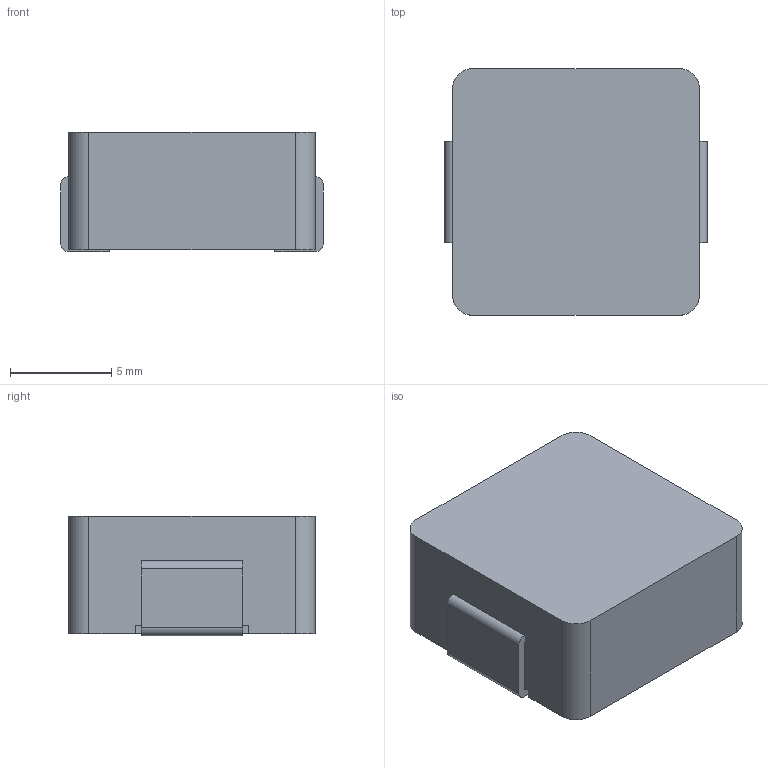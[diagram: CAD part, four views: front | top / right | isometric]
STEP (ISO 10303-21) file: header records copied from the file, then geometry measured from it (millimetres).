
FILE_DESCRIPTION (( 'STEP AP214' ), '1' );
FILE_NAME ('User Library-MWSA1206S.STEP', '2022-09-26T11:05:25', ( '' ), ( '' ), 'SwSTEP 2.0', 'SolidWorks 2022', '' );
FILE_SCHEMA (( 'AUTOMOTIVE_DESIGN' ));
Length unit declared in the file: millimetre
Products named in the file (3): MWSA1206S-PIN; User Library-MWSA1206S; MWSA1206S-HOUSE
Assembly tree (2 placements, depth 2):
  User Library-MWSA1206S
    MWSA1206S-HOUSE
    MWSA1206S-PIN
Bounding box: 13 x 12.2 x 5.9 mm (x, y, z)
Volume: 893.9 mm3; surface area: 828.1 mm2
Topology: 2 solids, 2 shells, 36 faces, 96 edges, 64 vertices
Faces by surface type: plane 28, cylinder 8
Entity records: 1622 total; most frequent: CARTESIAN_POINT 201, DIRECTION 194, ORIENTED_EDGE 192, EDGE_CURVE 96, LINE 80, VECTOR 80, VERTEX_POINT 64, AXIS2_PLACEMENT_3D 57
